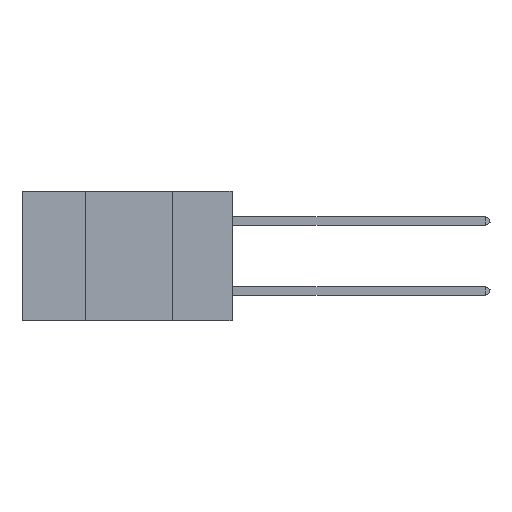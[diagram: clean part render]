
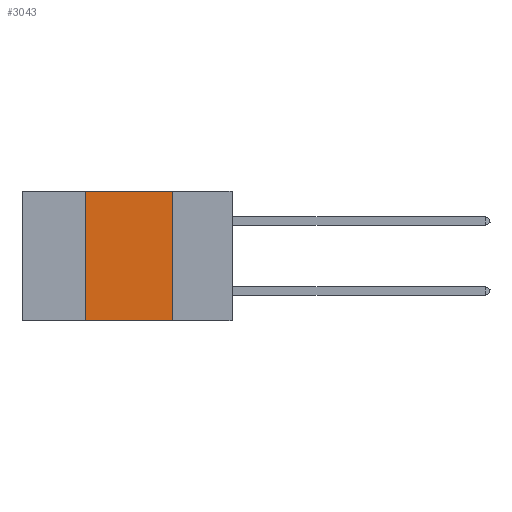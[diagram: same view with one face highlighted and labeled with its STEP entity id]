
A CAD part, left-side view. The second image highlights one B-rep face of the part: STEP entity #3043.
In plain terms, the highlighted planar face has unit normal (-1, 0, 0).
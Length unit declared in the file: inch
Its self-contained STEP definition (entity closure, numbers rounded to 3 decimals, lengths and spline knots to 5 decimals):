
#83 = AXIS2_PLACEMENT_3D ( 'NONE', #34000, #45094, #26746 ) ;
#167 = VECTOR ( 'NONE', #23590, 39.37008 ) ;
#3043 = ADVANCED_FACE ( 'NONE', ( #39836 ), #26123, .F. ) ;
#3081 = CARTESIAN_POINT ( 'NONE',  ( 0., 0.42, -0.37 ) ) ;
#3505 = EDGE_CURVE ( 'NONE', #11320, #5768, #7217, .T. ) ;
#4321 = VECTOR ( 'NONE', #5941, 39.37008 ) ;
#5052 = EDGE_LOOP ( 'NONE', ( #36406, #17679, #28111, #42133 ) ) ;
#5768 = VERTEX_POINT ( 'NONE', #44117 ) ;
#5941 = DIRECTION ( 'NONE',  ( 0., 0., -1. ) ) ;
#7217 = LINE ( 'NONE', #42000, #16324 ) ;
#9952 = CARTESIAN_POINT ( 'NONE',  ( 0., 0.42, 0. ) ) ;
#11320 = VERTEX_POINT ( 'NONE', #3081 ) ;
#11562 = LINE ( 'NONE', #12819, #22439 ) ;
#12819 = CARTESIAN_POINT ( 'NONE',  ( 0., 0.6, 0. ) ) ;
#14008 = LINE ( 'NONE', #39099, #4321 ) ;
#16324 = VECTOR ( 'NONE', #30570, 39.37008 ) ;
#17136 = EDGE_CURVE ( 'NONE', #37858, #42301, #11562, .T. ) ;
#17679 = ORIENTED_EDGE ( 'NONE', *, *, #17136, .F. ) ;
#22439 = VECTOR ( 'NONE', #46059, 39.37008 ) ;
#22858 = EDGE_CURVE ( 'NONE', #42301, #5768, #14008, .T. ) ;
#23590 = DIRECTION ( 'NONE',  ( 0., 0., 1. ) ) ;
#26123 = PLANE ( 'NONE',  #83 ) ;
#26746 = DIRECTION ( 'NONE',  ( 0., 0., -1. ) ) ;
#28111 = ORIENTED_EDGE ( 'NONE', *, *, #36969, .F. ) ;
#28750 = LINE ( 'NONE', #30515, #167 ) ;
#30515 = CARTESIAN_POINT ( 'NONE',  ( 0., 0.42, 0. ) ) ;
#30570 = DIRECTION ( 'NONE',  ( 0., -1., 0. ) ) ;
#34000 = CARTESIAN_POINT ( 'NONE',  ( 0., 0.6, 0. ) ) ;
#36406 = ORIENTED_EDGE ( 'NONE', *, *, #22858, .F. ) ;
#36969 = EDGE_CURVE ( 'NONE', #11320, #37858, #28750, .T. ) ;
#37701 = CARTESIAN_POINT ( 'NONE',  ( 0., 0.17, 0. ) ) ;
#37858 = VERTEX_POINT ( 'NONE', #9952 ) ;
#39099 = CARTESIAN_POINT ( 'NONE',  ( 0., 0.17, 0. ) ) ;
#39836 = FACE_OUTER_BOUND ( 'NONE', #5052, .T. ) ;
#42000 = CARTESIAN_POINT ( 'NONE',  ( 0., 0.6, -0.37 ) ) ;
#42133 = ORIENTED_EDGE ( 'NONE', *, *, #3505, .T. ) ;
#42301 = VERTEX_POINT ( 'NONE', #37701 ) ;
#44117 = CARTESIAN_POINT ( 'NONE',  ( 0., 0.17, -0.37 ) ) ;
#45094 = DIRECTION ( 'NONE',  ( 1., 0., 0. ) ) ;
#46059 = DIRECTION ( 'NONE',  ( 0., -1., 0. ) ) ;
